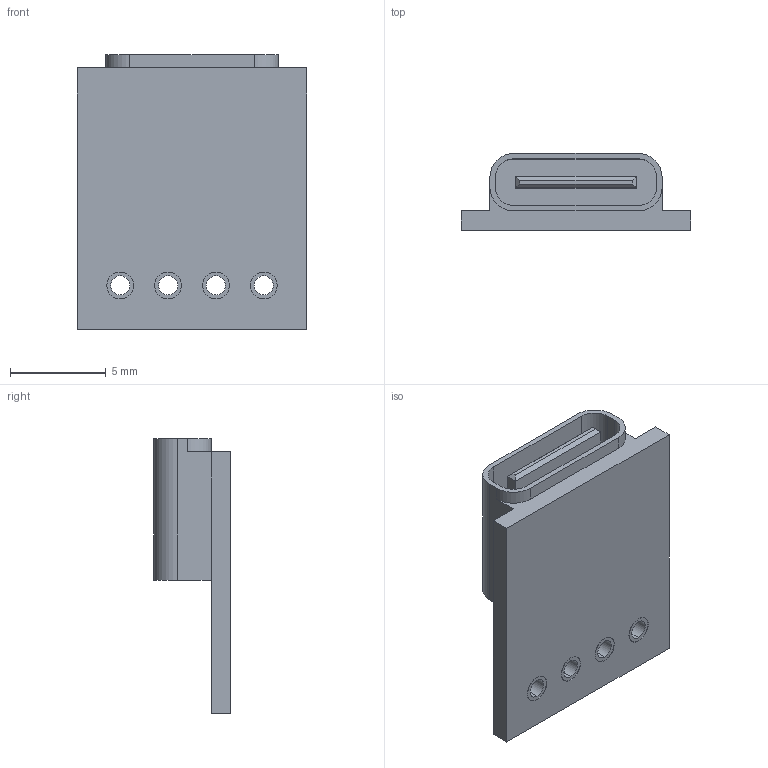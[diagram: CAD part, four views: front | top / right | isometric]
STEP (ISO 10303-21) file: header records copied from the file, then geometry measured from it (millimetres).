
FILE_DESCRIPTION (( 'STEP AP214' ), '1' );
FILE_NAME ('USB-C connector.STEP', '2023-02-15T09:08:16', ( '' ), ( '' ), 'SwSTEP 2.0', 'SolidWorks 2020', '' );
FILE_SCHEMA (( 'AUTOMOTIVE_DESIGN' ));
Length unit declared in the file: millimetre
Products named in the file (1): USB-C connector
Bounding box: 12 x 4 x 14.36 mm (x, y, z)
Volume: 268.3 mm3; surface area: 668.6 mm2
Topology: 1 solids, 1 shells, 139 faces, 350 edges, 232 vertices
Faces by surface type: plane 83, cylinder 32, bspline 24
Entity records: 6787 total; most frequent: CARTESIAN_POINT 2314, ORIENTED_EDGE 700, DIRECTION 598, EDGE_CURVE 350, VECTOR 238, LINE 238, VERTEX_POINT 232, AXIS2_PLACEMENT_3D 180
